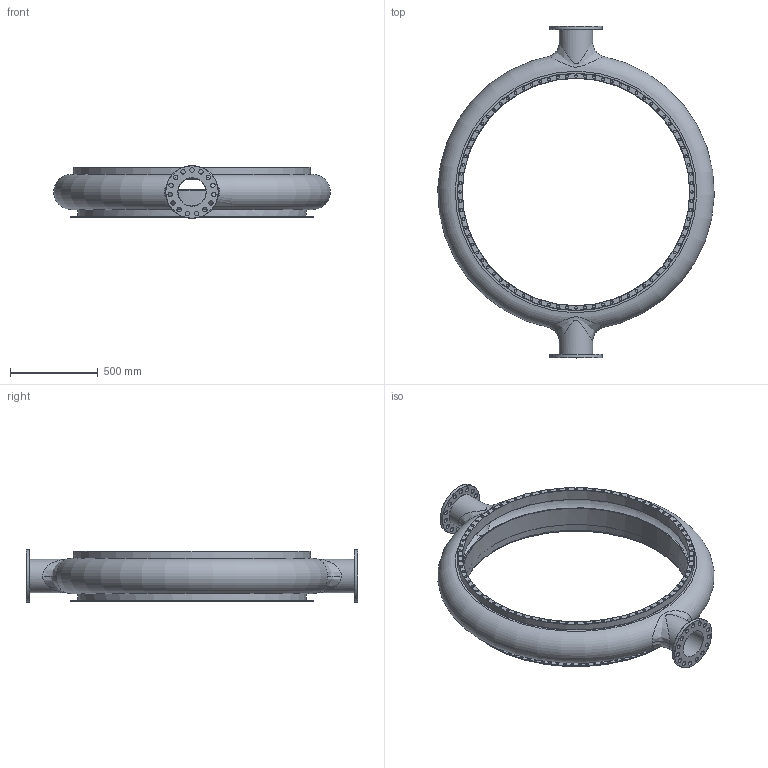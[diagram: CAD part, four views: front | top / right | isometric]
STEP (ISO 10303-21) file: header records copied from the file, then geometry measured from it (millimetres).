
FILE_DESCRIPTION(/* description */ (''),/* implementation_level */ '2;1');
FILE_NAME(/* name */ 'Part8.step',/* time_stamp */ '2025-06-30T22:20:38+05:30',/* author */ (''),/* organization */ (''),/* preprocessor_version */ 'ST-DEVELOPER v20.1',/* originating_system */ 'Autodesk Translation Framework v14.10.0.0',/* authorisation */ '');
FILE_SCHEMA (('AUTOMOTIVE_DESIGN { 1 0 10303 214 3 1 1 }'));
Length unit declared in the file: millimetre
Products named in the file (1): Part8
Bounding box: 1574.56 x 1890 x 300 mm (x, y, z)
Volume: 31889730.2 mm3; surface area: 6201773.3 mm2
Topology: 1 solids, 1 shells, 347 faces, 750 edges, 494 vertices
Faces by surface type: cylinder 223, plane 91, torus 25, bspline 8
Full cylindrical faces by diameter (mm): 15 x180, 25 x30, 160 x2, 190 x2, 300 x2, 1295 x2, 1300 x1, 1315 x2, 1350 x1, 1380 x1
Entity records: 19499 total; most frequent: CARTESIAN_POINT 10895, DIRECTION 1909, ORIENTED_EDGE 1500, AXIS2_PLACEMENT_3D 843, EDGE_CURVE 750, EDGE_LOOP 702, CIRCLE 503, VERTEX_POINT 494
